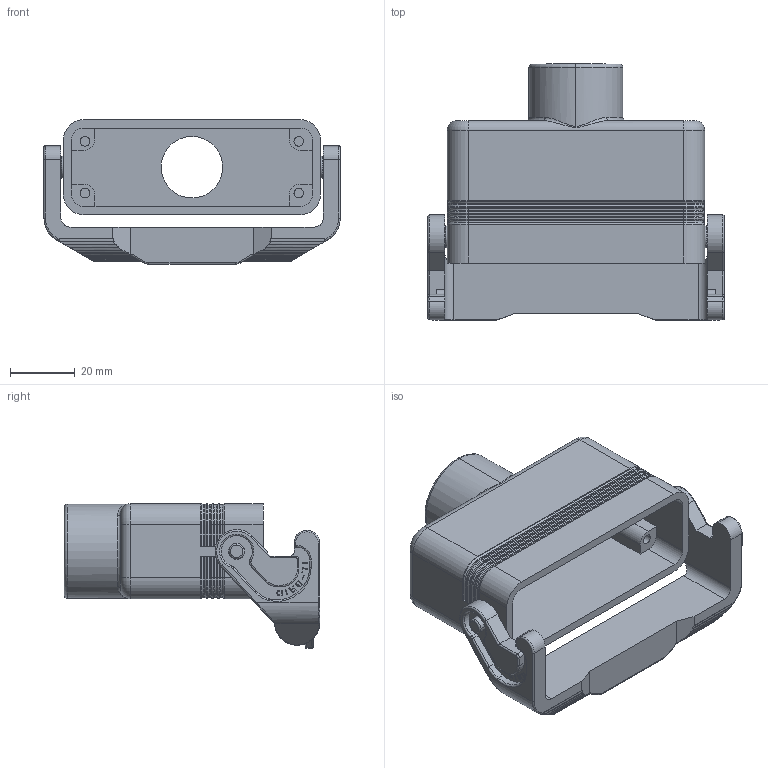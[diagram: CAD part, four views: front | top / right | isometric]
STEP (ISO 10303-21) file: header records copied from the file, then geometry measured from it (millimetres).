
FILE_DESCRIPTION(('Creo Elements/Direct Modeling STEP Export'),'2;1');
FILE_NAME('0lndrr03qq7ac195088','2015-05-20T14:41:32',(''),(''),'Creo Elements/Direct Modeling STEP processor for AP214 (Solid Model)','Creo Elements/Direct Modeling 18.1F 24-Jul-2014 (C) Parametric Technology GmbH','');
FILE_SCHEMA(('AUTOMOTIVE_DESIGN { 1 0 10303 214 1 1 1 1 }'));
Length unit declared in the file: millimetre
Products named in the file (3): CZV_25; LEVA_CZ25; CZV_25_LG
Assembly tree (2 placements, depth 2):
  CZV_25_LG
    LEVA_CZ25
    CZV_25
Bounding box: 91.55 x 79 x 44.7 mm (x, y, z)
Volume: 51427.4 mm3; surface area: 32426.5 mm2
Topology: 2 solids, 2 shells, 849 faces, 2212 edges, 1401 vertices
Faces by surface type: plane 504, cylinder 227, torus 76, cone 36, bspline 4, sphere 2
Entity records: 35838 total; most frequent: CARTESIAN_POINT 10295, ORIENTED_EDGE 4420, DIRECTION 4153, EDGE_CURVE 2210, VECTOR 1511, LINE 1511, VERTEX_POINT 1401, AXIS2_PLACEMENT_3D 1321
